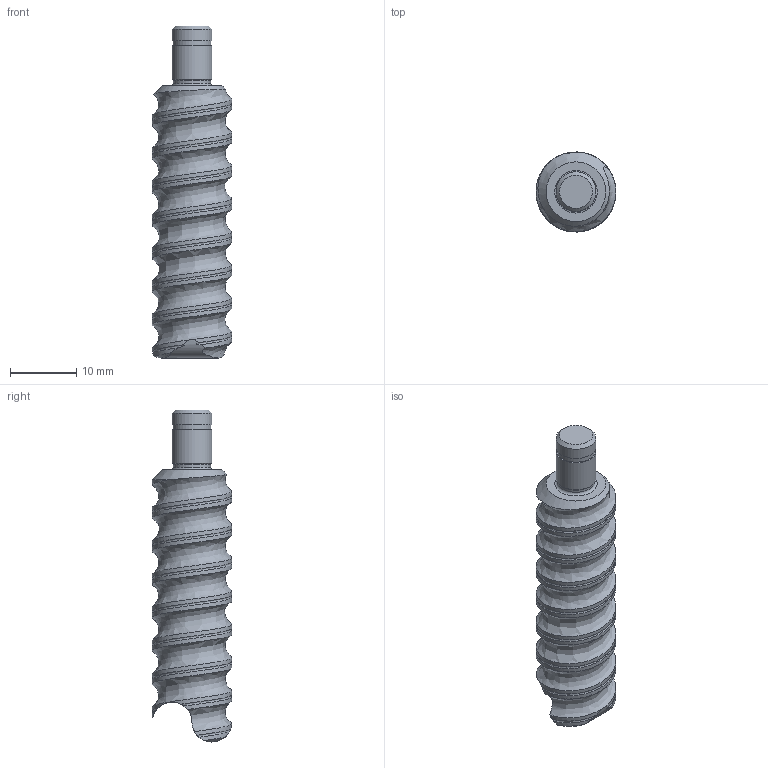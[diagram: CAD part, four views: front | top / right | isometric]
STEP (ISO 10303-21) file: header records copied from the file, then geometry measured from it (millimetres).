
FILE_DESCRIPTION(/* description */ ('Alibre Inc.'),/* implementation_level */ '2;1');
FILE_NAME(/* name */ 'export-75DBCC39-DF50-48D5-BCB8-CDF9FC2038E7',/* time_stamp */ '2024-06-12T20:33:57+02:00',/* author */ (''),/* organization */ (''),/* preprocessor_version */ 'ST-DEVELOPER v17',/* originating_system */ 'Alibre',/* authorisation */ '');
FILE_SCHEMA (('AUTOMOTIVE_DESIGN'));
Length unit declared in the file: millimetre
Bounding box: 12 x 12 x 50 mm (x, y, z)
Volume: 3858 mm3; surface area: 1912.7 mm2
Topology: 1 solids, 1 shells, 29 faces, 70 edges, 46 vertices
Faces by surface type: cylinder 13, bspline 8, plane 4, cone 3, torus 1
Full cylindrical faces by diameter (mm): 5.6 x1, 5.7 x1, 6 x2
Entity records: 11833 total; most frequent: CARTESIAN_POINT 11323, ORIENTED_EDGE 122, EDGE_CURVE 61, DIRECTION 50, VERTEX_POINT 45, EDGE_LOOP 40, FACE_BOUND 40, B_SPLINE_CURVE_WITH_KNOTS 36
